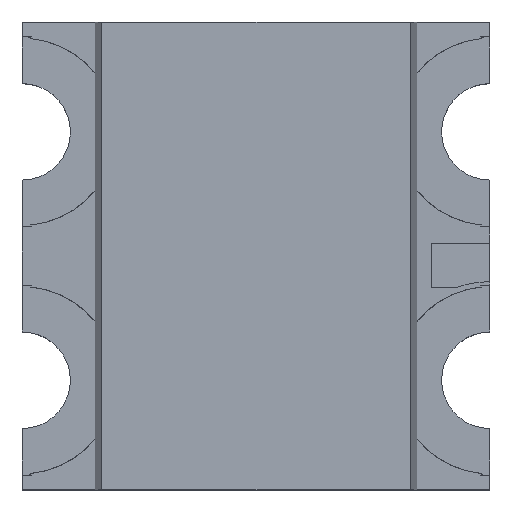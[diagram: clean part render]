
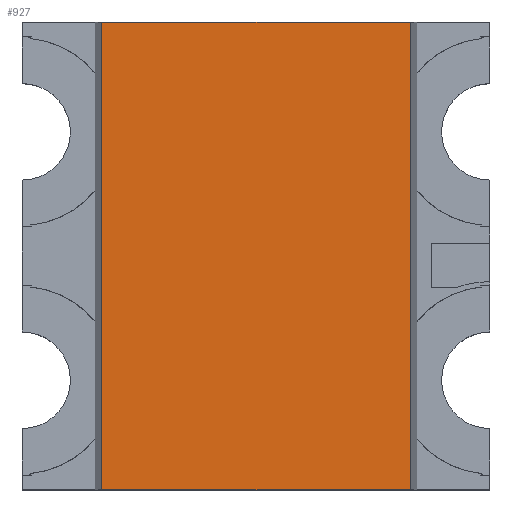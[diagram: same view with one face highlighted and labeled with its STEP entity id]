
A CAD part, top view. The second image highlights one B-rep face of the part: STEP entity #927.
In plain terms, the highlighted planar face has unit normal (0, 0, 1).
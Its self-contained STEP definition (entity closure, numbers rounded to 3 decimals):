
#927 = ADVANCED_FACE( '', ( #1798 ), #1799, .F. );
#1798 = FACE_OUTER_BOUND( '', #2674, .T. );
#1799 = PLANE( '', #2675 );
#2674 = EDGE_LOOP( '', ( #5083, #5084, #5085, #5086 ) );
#2675 = AXIS2_PLACEMENT_3D( '', #5087, #5088, #5089 );
#5083 = ORIENTED_EDGE( '', *, *, #5865, .T. );
#5084 = ORIENTED_EDGE( '', *, *, #6377, .F. );
#5085 = ORIENTED_EDGE( '', *, *, #6343, .F. );
#5086 = ORIENTED_EDGE( '', *, *, #6508, .T. );
#5087 = CARTESIAN_POINT( '', ( -0.528, 0.25, 0.7 ) );
#5088 = DIRECTION( '', ( 0., 0., -1. ) );
#5089 = DIRECTION( '', ( -1., 0., 0. ) );
#5865 = EDGE_CURVE( '', #7151, #7149, #7152, .T. );
#6343 = EDGE_CURVE( '', #7891, #7889, #7893, .T. );
#6377 = EDGE_CURVE( '', #7889, #7149, #7940, .T. );
#6508 = EDGE_CURVE( '', #7891, #7151, #8107, .T. );
#7149 = VERTEX_POINT( '', #8934 );
#7151 = VERTEX_POINT( '', #8937 );
#7152 = LINE( '', #8938, #8939 );
#7889 = VERTEX_POINT( '', #9929 );
#7891 = VERTEX_POINT( '', #9932 );
#7893 = LINE( '', #9935, #9936 );
#7940 = LINE( '', #9999, #10000 );
#8107 = LINE( '', #10232, #10233 );
#8934 = CARTESIAN_POINT( '', ( 0.528, -1.35, 0.7 ) );
#8937 = CARTESIAN_POINT( '', ( -0.528, -1.35, 0.7 ) );
#8938 = CARTESIAN_POINT( '', ( -0.528, -1.35, 0.7 ) );
#8939 = VECTOR( '', #10806, 1000. );
#9929 = CARTESIAN_POINT( '', ( 0.528, 0.25, 0.7 ) );
#9932 = CARTESIAN_POINT( '', ( -0.528, 0.25, 0.7 ) );
#9935 = CARTESIAN_POINT( '', ( -0.528, 0.25, 0.7 ) );
#9936 = VECTOR( '', #11455, 1000. );
#9999 = CARTESIAN_POINT( '', ( 0.528, 0.25, 0.7 ) );
#10000 = VECTOR( '', #11499, 1000. );
#10232 = CARTESIAN_POINT( '', ( -0.528, 0.25, 0.7 ) );
#10233 = VECTOR( '', #11640, 1000. );
#10806 = DIRECTION( '', ( 1., 0., 0. ) );
#11455 = DIRECTION( '', ( 1., 0., 0. ) );
#11499 = DIRECTION( '', ( 0., -1., 0. ) );
#11640 = DIRECTION( '', ( 0., -1., 0. ) );
